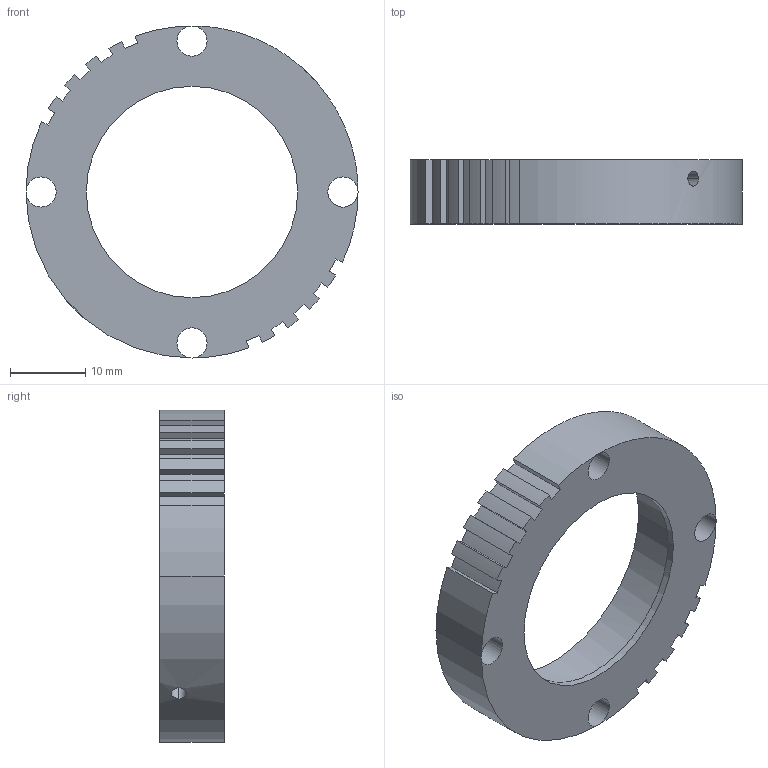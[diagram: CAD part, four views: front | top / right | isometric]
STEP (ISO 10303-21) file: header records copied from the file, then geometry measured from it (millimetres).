
FILE_DESCRIPTION((''),'2;1');
FILE_NAME('OBMP-ELB-1322','2023-10-11T17:16:04',('ccha425'),('Department of Mechanical Engineering, The University of Auckland'),'CREO PARAMETRIC BY PTC INC, 2017260','CREO PARAMETRIC BY PTC INC, 2017260','');
FILE_SCHEMA(('CONFIG_CONTROL_DESIGN'));
Length unit declared in the file: millimetre
Products named in the file (1): OBMP-ELB-1322
Bounding box: 44 x 8.5 x 44 mm (x, y, z)
Volume: 5533 mm3; surface area: 4351.1 mm2
Topology: 1 solids, 1 shells, 71 faces, 212 edges, 136 vertices
Faces by surface type: cylinder 38, plane 33
Entity records: 2522 total; most frequent: CARTESIAN_POINT 487, DIRECTION 428, ORIENTED_EDGE 424, EDGE_CURVE 212, AXIS2_PLACEMENT_3D 153, VERTEX_POINT 140, VECTOR 122, LINE 122
